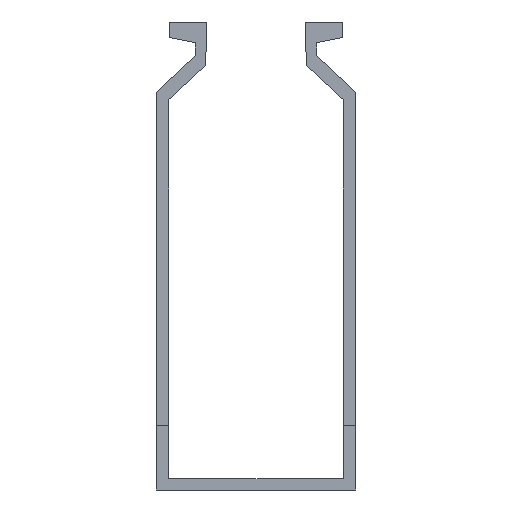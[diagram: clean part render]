
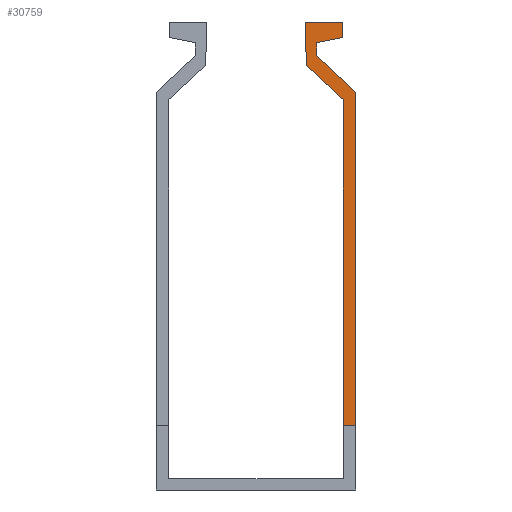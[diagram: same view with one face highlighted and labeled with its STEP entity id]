
A CAD part, front view. The second image highlights one B-rep face of the part: STEP entity #30759.
In plain terms, the highlighted planar face has unit normal (0, -1, 0).
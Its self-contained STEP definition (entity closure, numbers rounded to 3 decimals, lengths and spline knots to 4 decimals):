
#27229=FACE_OUTER_BOUND('',#37981,.T.);
#30759=ADVANCED_FACE('',(#27229),#34289,.F.);
#34289=PLANE('',#101488);
#37981=EDGE_LOOP('',(#71991,#71992,#71993,#71994,#71995,#71996,#71997,#71998,
#71999,#72000));
#46592=LINE('',#136354,#56856);
#47073=LINE('',#137158,#57337);
#47075=LINE('',#137162,#57339);
#47079=LINE('',#137170,#57343);
#47082=LINE('',#137176,#57346);
#47085=LINE('',#137182,#57349);
#47088=LINE('',#137188,#57352);
#47090=LINE('',#137192,#57354);
#47570=LINE('',#137993,#57834);
#48567=LINE('',#139665,#58831);
#56856=VECTOR('',#115197,1.);
#57337=VECTOR('',#115680,1.);
#57339=VECTOR('',#115684,1.);
#57343=VECTOR('',#115690,1.);
#57346=VECTOR('',#115695,1.);
#57349=VECTOR('',#115700,1.);
#57352=VECTOR('',#115705,1.);
#57354=VECTOR('',#115709,1.);
#57834=VECTOR('',#116191,1.);
#58831=VECTOR('',#117212,1.);
#71991=ORIENTED_EDGE('',*,*,#97639,.T.);
#71992=ORIENTED_EDGE('',*,*,#96642,.T.);
#71993=ORIENTED_EDGE('',*,*,#96162,.T.);
#71994=ORIENTED_EDGE('',*,*,#96160,.F.);
#71995=ORIENTED_EDGE('',*,*,#96157,.F.);
#71996=ORIENTED_EDGE('',*,*,#96154,.F.);
#71997=ORIENTED_EDGE('',*,*,#96151,.F.);
#71998=ORIENTED_EDGE('',*,*,#96147,.T.);
#71999=ORIENTED_EDGE('',*,*,#96145,.F.);
#72000=ORIENTED_EDGE('',*,*,#95664,.F.);
#86698=VERTEX_POINT('',#136353);
#86699=VERTEX_POINT('',#136355);
#87020=VERTEX_POINT('',#137156);
#87022=VERTEX_POINT('',#137163);
#87024=VERTEX_POINT('',#137168);
#87026=VERTEX_POINT('',#137174);
#87028=VERTEX_POINT('',#137180);
#87030=VERTEX_POINT('',#137186);
#87032=VERTEX_POINT('',#137193);
#87352=VERTEX_POINT('',#137994);
#95664=EDGE_CURVE('',#86698,#86699,#46592,.T.);
#96145=EDGE_CURVE('',#86699,#87020,#47073,.T.);
#96147=EDGE_CURVE('',#87022,#87020,#47075,.T.);
#96151=EDGE_CURVE('',#87022,#87024,#47079,.T.);
#96154=EDGE_CURVE('',#87024,#87026,#47082,.T.);
#96157=EDGE_CURVE('',#87026,#87028,#47085,.T.);
#96160=EDGE_CURVE('',#87028,#87030,#47088,.T.);
#96162=EDGE_CURVE('',#87032,#87030,#47090,.T.);
#96642=EDGE_CURVE('',#87352,#87032,#47570,.T.);
#97639=EDGE_CURVE('',#86698,#87352,#48567,.T.);
#101488=AXIS2_PLACEMENT_3D('',#139666,#117213,#117214);
#115197=DIRECTION('',(0.,0.,1.));
#115680=DIRECTION('',(-0.731,0.,0.682));
#115684=DIRECTION('',(0.032,0.,-0.999));
#115690=DIRECTION('',(1.,0.,0.));
#115695=DIRECTION('',(0.,0.,-1.));
#115700=DIRECTION('',(-0.981,0.,-0.195));
#115705=DIRECTION('',(0.031,0.,-1.));
#115709=DIRECTION('',(-0.73,0.,0.683));
#116191=DIRECTION('',(0.,0.,1.));
#117212=DIRECTION('',(1.,0.,0.));
#117213=DIRECTION('',(0.,1.,0.));
#117214=DIRECTION('',(0.,0.,1.));
#136353=CARTESIAN_POINT('',(0.425,0.0985,0.3146));
#136354=CARTESIAN_POINT('',(0.425,0.0985,0.055));
#136355=CARTESIAN_POINT('',(0.4251,0.0985,1.8963));
#137156=CARTESIAN_POINT('',(0.2452,0.0985,2.0642));
#137158=CARTESIAN_POINT('',(0.4251,0.0985,1.8963));
#137162=CARTESIAN_POINT('',(0.2384,0.0985,2.275));
#137163=CARTESIAN_POINT('',(0.2384,0.0985,2.275));
#137168=CARTESIAN_POINT('',(0.4208,0.0985,2.275));
#137170=CARTESIAN_POINT('',(0.2384,0.0985,2.275));
#137174=CARTESIAN_POINT('',(0.4208,0.0985,2.1996));
#137176=CARTESIAN_POINT('',(0.4208,0.0985,2.275));
#137180=CARTESIAN_POINT('',(0.2934,0.0985,2.1742));
#137182=CARTESIAN_POINT('',(0.4208,0.0985,2.1996));
#137186=CARTESIAN_POINT('',(0.2953,0.0985,2.1123));
#137188=CARTESIAN_POINT('',(0.2934,0.0985,2.1742));
#137192=CARTESIAN_POINT('',(0.4852,0.0985,1.9347));
#137193=CARTESIAN_POINT('',(0.4852,0.0985,1.9347));
#137993=CARTESIAN_POINT('',(0.485,0.0985,0.));
#137994=CARTESIAN_POINT('',(0.485,0.0985,0.3146));
#139665=CARTESIAN_POINT('',(-0.0035,0.0985,0.3147));
#139666=CARTESIAN_POINT('',(-0.0035,0.0985,0.3147));
